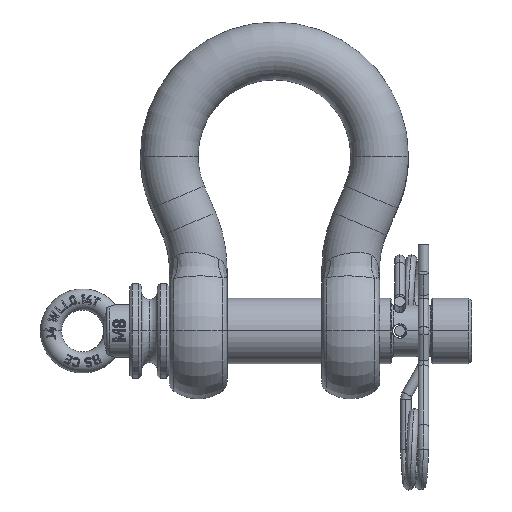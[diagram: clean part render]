
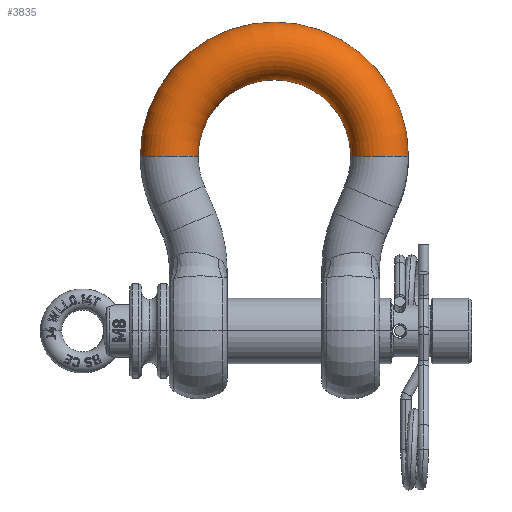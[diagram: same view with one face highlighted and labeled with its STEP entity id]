
A CAD part, top view. The second image highlights one B-rep face of the part: STEP entity #3835.
In plain terms, the highlighted toroidal (fillet/blend) face has major radius 40 mm and minor radius 11 mm.
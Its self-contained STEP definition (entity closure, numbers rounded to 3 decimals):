
#3835 = ADVANCED_FACE ( 'NONE', ( #29889 ), #52719, .T. ) ;
#4548 = DIRECTION ( 'NONE',  ( -1., 0., 0. ) ) ;
#5500 = CARTESIAN_POINT ( 'NONE',  ( -40., 0., 0. ) ) ;
#5979 = CARTESIAN_POINT ( 'NONE',  ( -29., 0., 0. ) ) ;
#6824 = CIRCLE ( 'NONE', #7313, 11. ) ;
#7313 = AXIS2_PLACEMENT_3D ( 'NONE', #5500, #37426, #10066 ) ;
#8363 = CIRCLE ( 'NONE', #26390, 29. ) ;
#10066 = DIRECTION ( 'NONE',  ( 0., 0., -1. ) ) ;
#12325 = ORIENTED_EDGE ( 'NONE', *, *, #52850, .F. ) ;
#16142 = EDGE_CURVE ( 'NONE', #25005, #18596, #8363, .T. ) ;
#16893 = DIRECTION ( 'NONE',  ( 0., 1., 0. ) ) ;
#18548 = CIRCLE ( 'NONE', #28842, 11. ) ;
#18596 = VERTEX_POINT ( 'NONE', #29495 ) ;
#18773 = EDGE_CURVE ( 'NONE', #25005, #38499, #6824, .T. ) ;
#20501 = DIRECTION ( 'NONE',  ( 0., 0., -1. ) ) ;
#25005 = VERTEX_POINT ( 'NONE', #5979 ) ;
#25336 = AXIS2_PLACEMENT_3D ( 'NONE', #47802, #20501, #52389 ) ;
#26390 = AXIS2_PLACEMENT_3D ( 'NONE', #59182, #31875, #4548 ) ;
#27751 = DIRECTION ( 'NONE',  ( -1., 0., 0. ) ) ;
#28842 = AXIS2_PLACEMENT_3D ( 'NONE', #44262, #16893, #48822 ) ;
#29495 = CARTESIAN_POINT ( 'NONE',  ( 29., 0., 0. ) ) ;
#29800 = CIRCLE ( 'NONE', #25336, 51. ) ;
#29809 = CARTESIAN_POINT ( 'NONE',  ( 51., 0., 0. ) ) ;
#29889 = FACE_OUTER_BOUND ( 'NONE', #33791, .T. ) ;
#31875 = DIRECTION ( 'NONE',  ( 0., 0., -1. ) ) ;
#33791 = EDGE_LOOP ( 'NONE', ( #12325, #52332, #40254, #46194 ) ) ;
#37426 = DIRECTION ( 'NONE',  ( 0., -1., 0. ) ) ;
#38499 = VERTEX_POINT ( 'NONE', #40284 ) ;
#38785 = EDGE_CURVE ( 'NONE', #18596, #54800, #18548, .T. ) ;
#40254 = ORIENTED_EDGE ( 'NONE', *, *, #16142, .T. ) ;
#40284 = CARTESIAN_POINT ( 'NONE',  ( -51., 0., 0. ) ) ;
#44262 = CARTESIAN_POINT ( 'NONE',  ( 40., 0., 0. ) ) ;
#45890 = DIRECTION ( 'NONE',  ( 0., 0., -1. ) ) ;
#46194 = ORIENTED_EDGE ( 'NONE', *, *, #38785, .T. ) ;
#47802 = CARTESIAN_POINT ( 'NONE',  ( 0., 0., 0. ) ) ;
#48822 = DIRECTION ( 'NONE',  ( -1., 0., 0. ) ) ;
#50459 = CARTESIAN_POINT ( 'NONE',  ( 0., 0., 0. ) ) ;
#52265 = AXIS2_PLACEMENT_3D ( 'NONE', #50459, #45890, #27751 ) ;
#52332 = ORIENTED_EDGE ( 'NONE', *, *, #18773, .F. ) ;
#52389 = DIRECTION ( 'NONE',  ( -1., 0., 0. ) ) ;
#52719 = TOROIDAL_SURFACE ( 'NONE', #52265, 40., 11. ) ;
#52850 = EDGE_CURVE ( 'NONE', #38499, #54800, #29800, .T. ) ;
#54800 = VERTEX_POINT ( 'NONE', #29809 ) ;
#59182 = CARTESIAN_POINT ( 'NONE',  ( 0., 0., 0. ) ) ;
